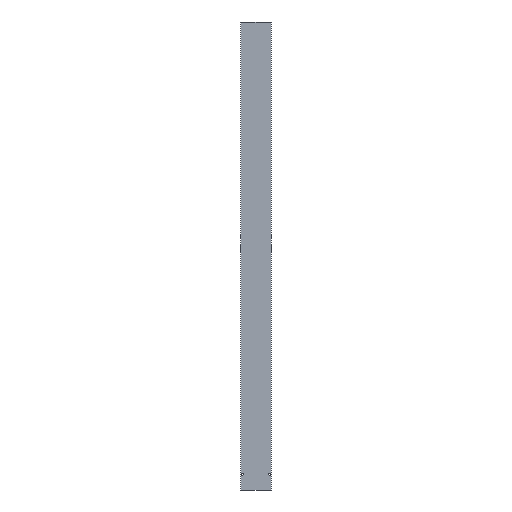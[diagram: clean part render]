
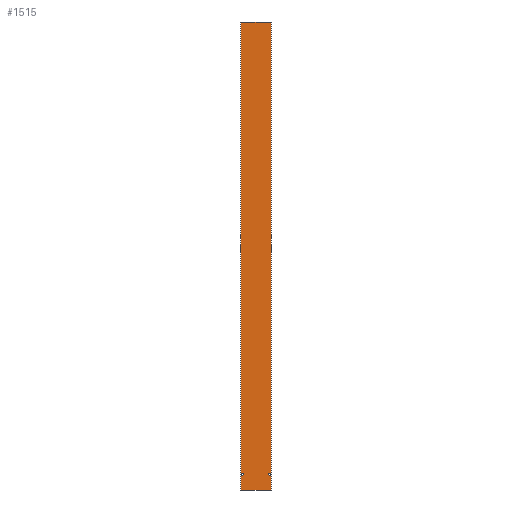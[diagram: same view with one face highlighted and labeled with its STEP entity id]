
A CAD part, front view. The second image highlights one B-rep face of the part: STEP entity #1515.
In plain terms, the highlighted planar face has unit normal (0, -1, 0).
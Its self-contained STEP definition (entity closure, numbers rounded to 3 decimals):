
#57 = DIRECTION ( 'NONE',  ( 0., 0., -1. ) ) ;
#80 = VECTOR ( 'NONE', #57, 1000. ) ;
#96 = AXIS2_PLACEMENT_3D ( 'NONE', #989, #1130, #1267 ) ;
#103 = FACE_OUTER_BOUND ( 'NONE', #1012, .T. ) ;
#112 = CARTESIAN_POINT ( 'NONE',  ( 87., -0.75, 95. ) ) ;
#164 = DIRECTION ( 'NONE',  ( 0., 0., -1. ) ) ;
#166 = FACE_BOUND ( 'NONE', #1644, .T. ) ;
#173 = CIRCLE ( 'NONE', #213, 5. ) ;
#193 = AXIS2_PLACEMENT_3D ( 'NONE', #517, #667, #244 ) ;
#213 = AXIS2_PLACEMENT_3D ( 'NONE', #1625, #893, #164 ) ;
#244 = DIRECTION ( 'NONE',  ( 0., 0., -1. ) ) ;
#292 = ORIENTED_EDGE ( 'NONE', *, *, #1008, .F. ) ;
#293 = CARTESIAN_POINT ( 'NONE',  ( 87., -0.75, 100. ) ) ;
#353 = CARTESIAN_POINT ( 'NONE',  ( 97.25, -0.75, 3000. ) ) ;
#357 = DIRECTION ( 'NONE',  ( 1., 0., 0. ) ) ;
#379 = CARTESIAN_POINT ( 'NONE',  ( -87., -0.75, 95. ) ) ;
#441 = DIRECTION ( 'NONE',  ( 0., 0., -1. ) ) ;
#480 = AXIS2_PLACEMENT_3D ( 'NONE', #1915, #1172, #590 ) ;
#508 = VERTEX_POINT ( 'NONE', #112 ) ;
#517 = CARTESIAN_POINT ( 'NONE',  ( -87., -0.75, 100. ) ) ;
#524 = DIRECTION ( 'NONE',  ( 1., 0., 0. ) ) ;
#546 = CARTESIAN_POINT ( 'NONE',  ( 97.25, -0.75, 3000. ) ) ;
#566 = EDGE_CURVE ( 'NONE', #664, #981, #173, .T. ) ;
#590 = DIRECTION ( 'NONE',  ( 0., 0., -1. ) ) ;
#622 = DIRECTION ( 'NONE',  ( 0., 0., -1. ) ) ;
#664 = VERTEX_POINT ( 'NONE', #924 ) ;
#667 = DIRECTION ( 'NONE',  ( 0., -1., 0. ) ) ;
#670 = CIRCLE ( 'NONE', #480, 5. ) ;
#677 = PLANE ( 'NONE',  #96 ) ;
#686 = ORIENTED_EDGE ( 'NONE', *, *, #566, .F. ) ;
#687 = CARTESIAN_POINT ( 'NONE',  ( -97.25, -0.75, 3000. ) ) ;
#746 = CIRCLE ( 'NONE', #782, 5. ) ;
#782 = AXIS2_PLACEMENT_3D ( 'NONE', #293, #1305, #441 ) ;
#816 = EDGE_CURVE ( 'NONE', #1513, #827, #1428, .T. ) ;
#827 = VERTEX_POINT ( 'NONE', #936 ) ;
#839 = EDGE_CURVE ( 'NONE', #1584, #1513, #1778, .T. ) ;
#840 = CARTESIAN_POINT ( 'NONE',  ( -98.25, -0.75, 3000. ) ) ;
#893 = DIRECTION ( 'NONE',  ( 0., -1., 0. ) ) ;
#894 = ORIENTED_EDGE ( 'NONE', *, *, #1630, .F. ) ;
#899 = ORIENTED_EDGE ( 'NONE', *, *, #1303, .F. ) ;
#923 = ORIENTED_EDGE ( 'NONE', *, *, #1189, .F. ) ;
#924 = CARTESIAN_POINT ( 'NONE',  ( -87., -0.75, 105. ) ) ;
#936 = CARTESIAN_POINT ( 'NONE',  ( 97.25, -0.75, 0. ) ) ;
#981 = VERTEX_POINT ( 'NONE', #379 ) ;
#989 = CARTESIAN_POINT ( 'NONE',  ( -98.25, -0.75, 3000. ) ) ;
#998 = VECTOR ( 'NONE', #357, 1000. ) ;
#1008 = EDGE_CURVE ( 'NONE', #1584, #1723, #1021, .T. ) ;
#1012 = EDGE_LOOP ( 'NONE', ( #1713, #899, #292, #1382 ) ) ;
#1021 = LINE ( 'NONE', #840, #1806 ) ;
#1034 = EDGE_LOOP ( 'NONE', ( #923, #1054 ) ) ;
#1054 = ORIENTED_EDGE ( 'NONE', *, *, #1785, .F. ) ;
#1080 = CARTESIAN_POINT ( 'NONE',  ( -97.25, -0.75, 3000. ) ) ;
#1130 = DIRECTION ( 'NONE',  ( 0., 1., 0. ) ) ;
#1172 = DIRECTION ( 'NONE',  ( 0., -1., 0. ) ) ;
#1189 = EDGE_CURVE ( 'NONE', #508, #1886, #746, .T. ) ;
#1267 = DIRECTION ( 'NONE',  ( 0., 0., 1. ) ) ;
#1284 = CIRCLE ( 'NONE', #193, 5. ) ;
#1303 = EDGE_CURVE ( 'NONE', #1723, #827, #1900, .T. ) ;
#1305 = DIRECTION ( 'NONE',  ( 0., -1., 0. ) ) ;
#1382 = ORIENTED_EDGE ( 'NONE', *, *, #839, .T. ) ;
#1428 = LINE ( 'NONE', #1532, #998 ) ;
#1513 = VERTEX_POINT ( 'NONE', #1876 ) ;
#1515 = ADVANCED_FACE ( 'NONE', ( #1681, #166, #103 ), #677, .F. ) ;
#1532 = CARTESIAN_POINT ( 'NONE',  ( -98.25, -0.75, 0. ) ) ;
#1584 = VERTEX_POINT ( 'NONE', #687 ) ;
#1625 = CARTESIAN_POINT ( 'NONE',  ( -87., -0.75, 100. ) ) ;
#1630 = EDGE_CURVE ( 'NONE', #981, #664, #1284, .T. ) ;
#1644 = EDGE_LOOP ( 'NONE', ( #894, #686 ) ) ;
#1681 = FACE_BOUND ( 'NONE', #1034, .T. ) ;
#1713 = ORIENTED_EDGE ( 'NONE', *, *, #816, .T. ) ;
#1723 = VERTEX_POINT ( 'NONE', #546 ) ;
#1778 = LINE ( 'NONE', #1080, #80 ) ;
#1785 = EDGE_CURVE ( 'NONE', #1886, #508, #670, .T. ) ;
#1804 = VECTOR ( 'NONE', #622, 1000. ) ;
#1806 = VECTOR ( 'NONE', #524, 1000. ) ;
#1876 = CARTESIAN_POINT ( 'NONE',  ( -97.25, -0.75, 0. ) ) ;
#1886 = VERTEX_POINT ( 'NONE', #1903 ) ;
#1900 = LINE ( 'NONE', #353, #1804 ) ;
#1903 = CARTESIAN_POINT ( 'NONE',  ( 87., -0.75, 105. ) ) ;
#1915 = CARTESIAN_POINT ( 'NONE',  ( 87., -0.75, 100. ) ) ;
